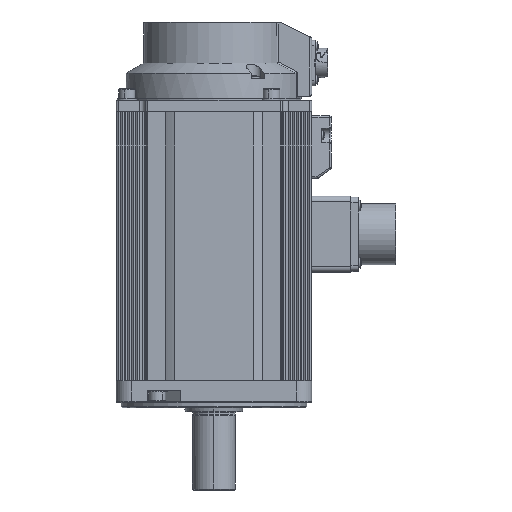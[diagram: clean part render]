
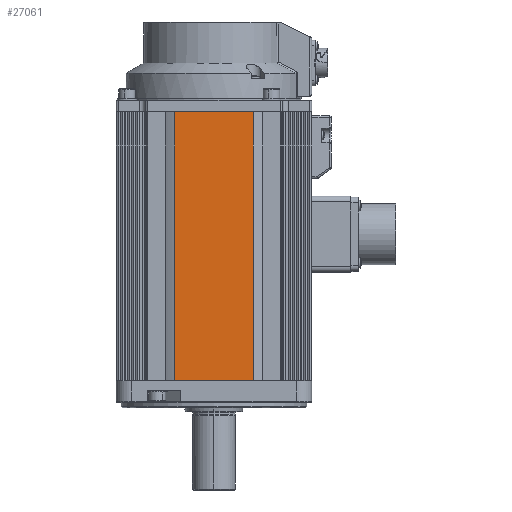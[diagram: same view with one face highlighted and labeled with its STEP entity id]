
A CAD part, front view. The second image highlights one B-rep face of the part: STEP entity #27061.
In plain terms, the highlighted planar face has unit normal (0, -1, 0).
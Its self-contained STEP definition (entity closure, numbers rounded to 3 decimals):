
#2754 = EDGE_LOOP ( 'NONE', ( #67655, #26793, #67946, #77969 ) ) ;
#4055 = FACE_OUTER_BOUND ( 'NONE', #2754, .T. ) ;
#6331 = CARTESIAN_POINT ( 'NONE',  ( 117.405, -48.317, 183.65 ) ) ;
#7035 = LINE ( 'NONE', #41489, #87905 ) ;
#10785 = PLANE ( 'NONE',  #82189 ) ;
#12271 = LINE ( 'NONE', #51478, #51469 ) ;
#14235 = DIRECTION ( 'NONE',  ( -1., 0., 0. ) ) ;
#22332 = VERTEX_POINT ( 'NONE', #39920 ) ;
#26670 = LINE ( 'NONE', #6331, #65932 ) ;
#26793 = ORIENTED_EDGE ( 'NONE', *, *, #76316, .T. ) ;
#27061 = ADVANCED_FACE ( 'NONE', ( #4055 ), #10785, .T. ) ;
#39128 = VERTEX_POINT ( 'NONE', #74927 ) ;
#39920 = CARTESIAN_POINT ( 'NONE',  ( 87.405, -48.317, 46.25 ) ) ;
#41489 = CARTESIAN_POINT ( 'NONE',  ( 47.405, -48.317, 183.65 ) ) ;
#42032 = CARTESIAN_POINT ( 'NONE',  ( 47.405, -48.317, 46.25 ) ) ;
#42276 = CARTESIAN_POINT ( 'NONE',  ( 117.405, -48.317, 183.65 ) ) ;
#43921 = DIRECTION ( 'NONE',  ( -1., 0., 0. ) ) ;
#48443 = CARTESIAN_POINT ( 'NONE',  ( 47.405, -48.317, 183.65 ) ) ;
#49422 = DIRECTION ( 'NONE',  ( 0., 0., 1. ) ) ;
#50195 = DIRECTION ( 'NONE',  ( 0., 0., 1. ) ) ;
#51469 = VECTOR ( 'NONE', #58969, 1000. ) ;
#51478 = CARTESIAN_POINT ( 'NONE',  ( 87.405, -48.317, 183.65 ) ) ;
#51742 = CARTESIAN_POINT ( 'NONE',  ( 67.405, -48.317, 46.25 ) ) ;
#58969 = DIRECTION ( 'NONE',  ( 0., 0., 1. ) ) ;
#65932 = VECTOR ( 'NONE', #14235, 1000. ) ;
#67655 = ORIENTED_EDGE ( 'NONE', *, *, #82267, .F. ) ;
#67946 = ORIENTED_EDGE ( 'NONE', *, *, #69555, .T. ) ;
#69555 = EDGE_CURVE ( 'NONE', #39128, #84804, #26670, .T. ) ;
#74927 = CARTESIAN_POINT ( 'NONE',  ( 87.405, -48.317, 183.65 ) ) ;
#76316 = EDGE_CURVE ( 'NONE', #22332, #39128, #12271, .T. ) ;
#77969 = ORIENTED_EDGE ( 'NONE', *, *, #82079, .F. ) ;
#82079 = EDGE_CURVE ( 'NONE', #91489, #84804, #7035, .T. ) ;
#82189 = AXIS2_PLACEMENT_3D ( 'NONE', #42276, #97020, #50195 ) ;
#82267 = EDGE_CURVE ( 'NONE', #22332, #91489, #86632, .T. ) ;
#84804 = VERTEX_POINT ( 'NONE', #48443 ) ;
#86632 = LINE ( 'NONE', #51742, #97592 ) ;
#87905 = VECTOR ( 'NONE', #49422, 1000. ) ;
#91489 = VERTEX_POINT ( 'NONE', #42032 ) ;
#97020 = DIRECTION ( 'NONE',  ( 0., -1., 0. ) ) ;
#97592 = VECTOR ( 'NONE', #43921, 1000. ) ;
